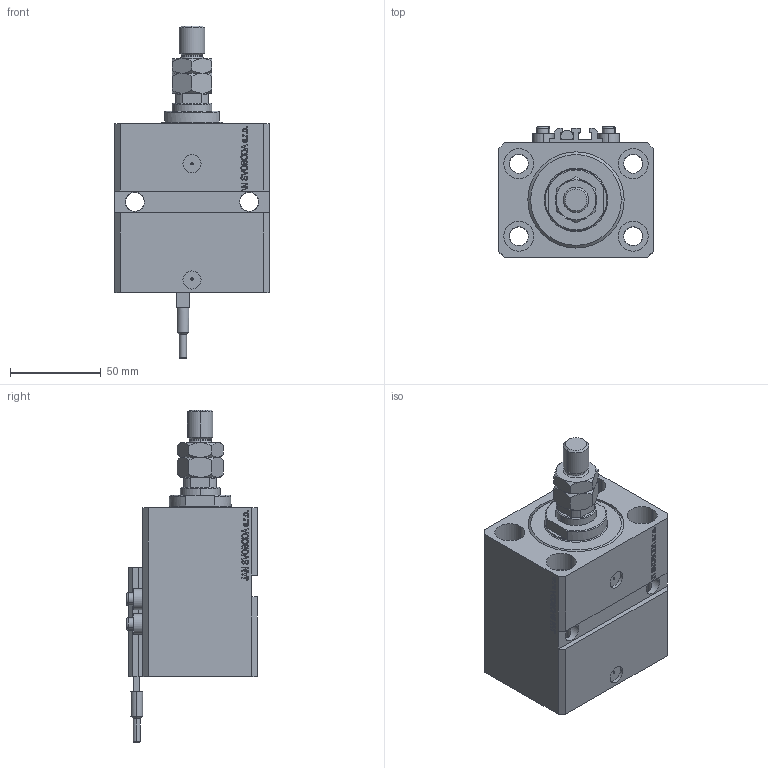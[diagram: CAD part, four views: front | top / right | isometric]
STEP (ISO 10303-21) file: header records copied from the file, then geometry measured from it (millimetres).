
FILE_DESCRIPTION (( 'STEP AP203' ), '1' );
FILE_NAME ('a6da.STEP', '2021-04-19T10:18:58', ( '' ), ( '' ), 'SwSTEP 2.0', 'SolidWorks 2019', '' );
FILE_SCHEMA (( 'CONFIG_CONTROL_DESIGN' ));
Length unit declared in the file: millimetre
Products named in the file (7): ALLEN BOLT V250CE fad18b510119bc2d4aa0f46f6ba128b4; MTA fad18b510119bc2d4aa0f46f6ba128b4; a6da; V250CE_VC_E fad18b510119bc2d4aa0f46f6ba128b4; V250CE_C_VCP fad18b510119bc2d4aa0f46f6ba128b4; SWITCH_V250CE fad18b510119bc2d4aa0f46f6ba128b4; V250CE_E fad18b510119bc2d4aa0f46f6ba128b4
Assembly tree (9 placements, depth 2):
  a6da
    V250CE_E fad18b510119bc2d4aa0f46f6ba128b4
    ALLEN BOLT V250CE fad18b510119bc2d4aa0f46f6ba128b4  x4
    V250CE_C_VCP fad18b510119bc2d4aa0f46f6ba128b4
    V250CE_VC_E fad18b510119bc2d4aa0f46f6ba128b4
    MTA fad18b510119bc2d4aa0f46f6ba128b4
    SWITCH_V250CE fad18b510119bc2d4aa0f46f6ba128b4
Bounding box: 85 x 72 x 182.9 mm (x, y, z)
Volume: 449556.5 mm3; surface area: 102366.6 mm2
Topology: 10 solids, 10 shells, 1162 faces, 2883 edges, 1857 vertices
Faces by surface type: plane 566, bspline 356, cylinder 136, cone 86, torus 18
Entity records: 49981 total; most frequent: CARTESIAN_POINT 25541, ORIENTED_EDGE 5456, DIRECTION 3688, EDGE_CURVE 2728, VERTEX_POINT 1773, LINE 1632, VECTOR 1632, EDGE_LOOP 1221
